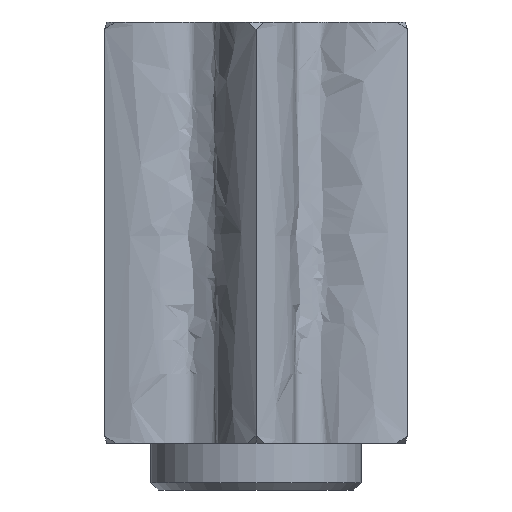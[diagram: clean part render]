
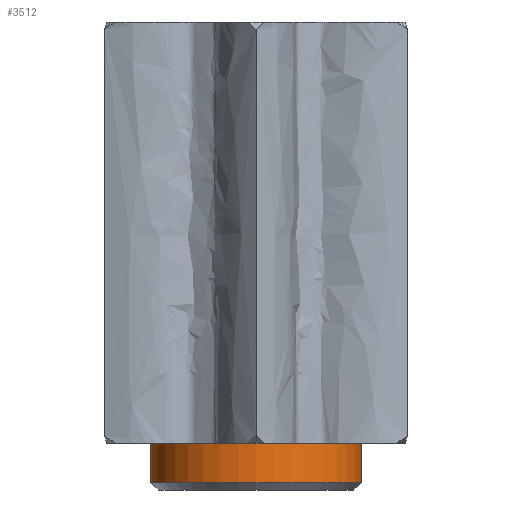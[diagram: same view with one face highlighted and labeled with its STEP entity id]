
A CAD part, front view. The second image highlights one B-rep face of the part: STEP entity #3512.
In plain terms, the highlighted cylindrical face has radius 3.572 mm (diameter 7.144 mm), a partial arc.
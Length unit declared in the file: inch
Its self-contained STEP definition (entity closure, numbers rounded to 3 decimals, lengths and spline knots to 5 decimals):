
#163 = AXIS2_PLACEMENT_3D ( 'NONE', #4895, #6751, #9722 ) ;
#2065 = VECTOR ( 'NONE', #2821, 39.37008 ) ;
#2821 = DIRECTION ( 'NONE',  ( 0., 0., -1. ) ) ;
#3320 = CARTESIAN_POINT ( 'NONE',  ( 0., 0., -0.25 ) ) ;
#3512 = ADVANCED_FACE ( 'NONE', ( #9959 ), #8970, .T. ) ;
#3572 = AXIS2_PLACEMENT_3D ( 'NONE', #3320, #4375, #6980 ) ;
#3617 = ORIENTED_EDGE ( 'NONE', *, *, #5365, .T. ) ;
#3732 = CIRCLE ( 'NONE', #163, 0.14063 ) ;
#3749 = DIRECTION ( 'NONE',  ( 0., 0., -1. ) ) ;
#4375 = DIRECTION ( 'NONE',  ( 0., 0., -1. ) ) ;
#4651 = VERTEX_POINT ( 'NONE', #6306 ) ;
#4725 = ORIENTED_EDGE ( 'NONE', *, *, #8215, .F. ) ;
#4796 = EDGE_LOOP ( 'NONE', ( #4725, #6902, #6541, #3617 ) ) ;
#4836 = VERTEX_POINT ( 'NONE', #11632 ) ;
#4895 = CARTESIAN_POINT ( 'NONE',  ( 0., 0., -0.30266 ) ) ;
#5365 = EDGE_CURVE ( 'NONE', #4651, #4836, #3732, .T. ) ;
#5372 = VERTEX_POINT ( 'NONE', #10531 ) ;
#6306 = CARTESIAN_POINT ( 'NONE',  ( -0.14063, 0., -0.30266 ) ) ;
#6428 = VECTOR ( 'NONE', #9615, 39.37008 ) ;
#6541 = ORIENTED_EDGE ( 'NONE', *, *, #7825, .T. ) ;
#6751 = DIRECTION ( 'NONE',  ( 0., 0., 1. ) ) ;
#6902 = ORIENTED_EDGE ( 'NONE', *, *, #8634, .T. ) ;
#6980 = DIRECTION ( 'NONE',  ( -1., 0., 0. ) ) ;
#7351 = CARTESIAN_POINT ( 'NONE',  ( -0.14063, 0., -0.25 ) ) ;
#7411 = CARTESIAN_POINT ( 'NONE',  ( -0.14063, 0., -0.25 ) ) ;
#7825 = EDGE_CURVE ( 'NONE', #7859, #4651, #10205, .T. ) ;
#7859 = VERTEX_POINT ( 'NONE', #7411 ) ;
#8010 = AXIS2_PLACEMENT_3D ( 'NONE', #11322, #3749, #10262 ) ;
#8215 = EDGE_CURVE ( 'NONE', #5372, #4836, #11356, .T. ) ;
#8634 = EDGE_CURVE ( 'NONE', #5372, #7859, #10592, .T. ) ;
#8970 = CYLINDRICAL_SURFACE ( 'NONE', #3572, 0.14063 ) ;
#9615 = DIRECTION ( 'NONE',  ( 0., 0., -1. ) ) ;
#9722 = DIRECTION ( 'NONE',  ( -1., 0., 0. ) ) ;
#9959 = FACE_OUTER_BOUND ( 'NONE', #4796, .T. ) ;
#10205 = LINE ( 'NONE', #7351, #2065 ) ;
#10262 = DIRECTION ( 'NONE',  ( -1., 0., 0. ) ) ;
#10365 = CARTESIAN_POINT ( 'NONE',  ( 0.14063, 0., -0.25 ) ) ;
#10531 = CARTESIAN_POINT ( 'NONE',  ( 0.14063, 0., -0.25 ) ) ;
#10592 = CIRCLE ( 'NONE', #8010, 0.14063 ) ;
#11322 = CARTESIAN_POINT ( 'NONE',  ( 0., 0., -0.25 ) ) ;
#11356 = LINE ( 'NONE', #10365, #6428 ) ;
#11632 = CARTESIAN_POINT ( 'NONE',  ( 0.14063, 0., -0.30266 ) ) ;
